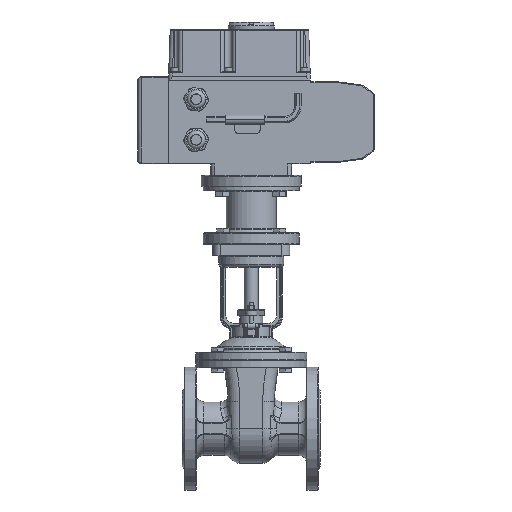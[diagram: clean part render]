
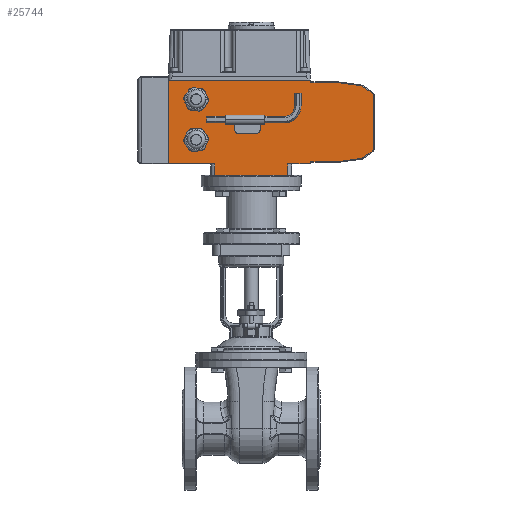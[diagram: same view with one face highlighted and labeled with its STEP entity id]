
A CAD part, left-side view. The second image highlights one B-rep face of the part: STEP entity #25744.
In plain terms, the highlighted planar face has unit normal (-1, 0, 0).
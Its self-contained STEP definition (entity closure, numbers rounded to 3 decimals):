
#2071=LINE('',#45317,#3998);
#2529=LINE('',#46512,#4456);
#2532=LINE('',#46521,#4459);
#2537=LINE('',#46545,#4464);
#2873=LINE('',#47968,#4800);
#2875=LINE('',#47976,#4802);
#2910=LINE('',#48160,#4837);
#2925=LINE('',#48207,#4852);
#3185=LINE('',#49527,#5112);
#3186=LINE('',#49531,#5113);
#3187=LINE('',#49535,#5114);
#3188=LINE('',#49539,#5115);
#3189=LINE('',#49543,#5116);
#3190=LINE('',#49547,#5117);
#3191=LINE('',#49551,#5118);
#3192=LINE('',#49554,#5119);
#3193=LINE('',#49556,#5120);
#3194=LINE('',#49557,#5121);
#3998=VECTOR('',#31265,10.);
#4456=VECTOR('',#32355,10.);
#4459=VECTOR('',#32362,10.);
#4464=VECTOR('',#32373,10.);
#4800=VECTOR('',#33105,10.);
#4802=VECTOR('',#33113,10.);
#4837=VECTOR('',#33262,10.);
#4852=VECTOR('',#33305,10.);
#5112=VECTOR('',#34403,10.);
#5113=VECTOR('',#34406,10.);
#5114=VECTOR('',#34409,10.);
#5115=VECTOR('',#34412,10.);
#5116=VECTOR('',#34415,10.);
#5117=VECTOR('',#34418,10.);
#5118=VECTOR('',#34421,10.);
#5119=VECTOR('',#34424,10.);
#5120=VECTOR('',#34425,10.);
#5121=VECTOR('',#34426,10.);
#5910=PLANE('',#28230);
#7193=FACE_OUTER_BOUND('',#8725,.T.);
#8725=EDGE_LOOP('',(#21869,#21870,#21871,#21872,#21873,#21874,#21875,#21876,
#21877,#21878,#21879,#21880,#21881,#21882,#21883,#21884,#21885,#21886,#21887,
#21888,#21889,#21890,#21891,#21892,#21893,#21894));
#9938=CIRCLE('',#28231,4.);
#9939=CIRCLE('',#28232,4.);
#9940=CIRCLE('',#28233,4.);
#9941=CIRCLE('',#28234,4.);
#9942=CIRCLE('',#28235,4.);
#9943=CIRCLE('',#28236,4.);
#9944=CIRCLE('',#28237,4.);
#9945=CIRCLE('',#28238,4.);
#10965=VERTEX_POINT('',#45315);
#10966=VERTEX_POINT('',#45316);
#11387=VERTEX_POINT('',#46511);
#11390=VERTEX_POINT('',#46519);
#11391=VERTEX_POINT('',#46520);
#11397=VERTEX_POINT('',#46544);
#11736=VERTEX_POINT('',#47967);
#11739=VERTEX_POINT('',#47974);
#11795=VERTEX_POINT('',#48158);
#11813=VERTEX_POINT('',#48205);
#12057=VERTEX_POINT('',#49524);
#12058=VERTEX_POINT('',#49526);
#12059=VERTEX_POINT('',#49528);
#12060=VERTEX_POINT('',#49530);
#12061=VERTEX_POINT('',#49532);
#12062=VERTEX_POINT('',#49534);
#12063=VERTEX_POINT('',#49536);
#12064=VERTEX_POINT('',#49538);
#12065=VERTEX_POINT('',#49540);
#12066=VERTEX_POINT('',#49542);
#12067=VERTEX_POINT('',#49544);
#12068=VERTEX_POINT('',#49546);
#12069=VERTEX_POINT('',#49548);
#12070=VERTEX_POINT('',#49550);
#12071=VERTEX_POINT('',#49553);
#12072=VERTEX_POINT('',#49555);
#13752=EDGE_CURVE('',#10965,#10966,#2071,.T.);
#14342=EDGE_CURVE('',#10965,#11387,#2529,.T.);
#14346=EDGE_CURVE('',#11390,#11391,#2532,.T.);
#14353=EDGE_CURVE('',#11387,#11397,#2537,.T.);
#14816=EDGE_CURVE('',#11391,#11736,#2873,.T.);
#14820=EDGE_CURVE('',#11739,#10966,#2875,.T.);
#14895=EDGE_CURVE('',#11795,#11739,#2910,.T.);
#14920=EDGE_CURVE('',#11736,#11813,#2925,.T.);
#15408=EDGE_CURVE('',#12057,#11390,#9938,.T.);
#15409=EDGE_CURVE('',#12058,#12057,#3185,.T.);
#15410=EDGE_CURVE('',#12059,#12058,#9939,.T.);
#15411=EDGE_CURVE('',#12060,#12059,#3186,.T.);
#15412=EDGE_CURVE('',#12061,#12060,#9940,.T.);
#15413=EDGE_CURVE('',#12062,#12061,#3187,.T.);
#15414=EDGE_CURVE('',#12063,#12062,#9941,.T.);
#15415=EDGE_CURVE('',#12064,#12063,#3188,.T.);
#15416=EDGE_CURVE('',#12065,#12064,#9942,.T.);
#15417=EDGE_CURVE('',#12066,#12065,#3189,.T.);
#15418=EDGE_CURVE('',#12067,#12066,#9943,.T.);
#15419=EDGE_CURVE('',#12068,#12067,#3190,.T.);
#15420=EDGE_CURVE('',#12069,#12068,#9944,.T.);
#15421=EDGE_CURVE('',#12070,#12069,#3191,.T.);
#15422=EDGE_CURVE('',#11397,#12070,#9945,.T.);
#15423=EDGE_CURVE('',#12071,#11795,#3192,.T.);
#15424=EDGE_CURVE('',#12072,#12071,#3193,.T.);
#15425=EDGE_CURVE('',#11813,#12072,#3194,.T.);
#21869=ORIENTED_EDGE('',*,*,#14346,.F.);
#21870=ORIENTED_EDGE('',*,*,#15408,.F.);
#21871=ORIENTED_EDGE('',*,*,#15409,.F.);
#21872=ORIENTED_EDGE('',*,*,#15410,.F.);
#21873=ORIENTED_EDGE('',*,*,#15411,.F.);
#21874=ORIENTED_EDGE('',*,*,#15412,.F.);
#21875=ORIENTED_EDGE('',*,*,#15413,.F.);
#21876=ORIENTED_EDGE('',*,*,#15414,.F.);
#21877=ORIENTED_EDGE('',*,*,#15415,.F.);
#21878=ORIENTED_EDGE('',*,*,#15416,.F.);
#21879=ORIENTED_EDGE('',*,*,#15417,.F.);
#21880=ORIENTED_EDGE('',*,*,#15418,.F.);
#21881=ORIENTED_EDGE('',*,*,#15419,.F.);
#21882=ORIENTED_EDGE('',*,*,#15420,.F.);
#21883=ORIENTED_EDGE('',*,*,#15421,.F.);
#21884=ORIENTED_EDGE('',*,*,#15422,.F.);
#21885=ORIENTED_EDGE('',*,*,#14353,.F.);
#21886=ORIENTED_EDGE('',*,*,#14342,.F.);
#21887=ORIENTED_EDGE('',*,*,#13752,.T.);
#21888=ORIENTED_EDGE('',*,*,#14820,.F.);
#21889=ORIENTED_EDGE('',*,*,#14895,.F.);
#21890=ORIENTED_EDGE('',*,*,#15423,.F.);
#21891=ORIENTED_EDGE('',*,*,#15424,.F.);
#21892=ORIENTED_EDGE('',*,*,#15425,.F.);
#21893=ORIENTED_EDGE('',*,*,#14920,.F.);
#21894=ORIENTED_EDGE('',*,*,#14816,.F.);
#25744=ADVANCED_FACE('',(#7193),#5910,.F.);
#28230=AXIS2_PLACEMENT_3D('',#49523,#34399,#34400);
#28231=AXIS2_PLACEMENT_3D('',#49525,#34401,#34402);
#28232=AXIS2_PLACEMENT_3D('',#49529,#34404,#34405);
#28233=AXIS2_PLACEMENT_3D('',#49533,#34407,#34408);
#28234=AXIS2_PLACEMENT_3D('',#49537,#34410,#34411);
#28235=AXIS2_PLACEMENT_3D('',#49541,#34413,#34414);
#28236=AXIS2_PLACEMENT_3D('',#49545,#34416,#34417);
#28237=AXIS2_PLACEMENT_3D('',#49549,#34419,#34420);
#28238=AXIS2_PLACEMENT_3D('',#49552,#34422,#34423);
#31265=DIRECTION('',(0.,-1.,0.));
#32355=DIRECTION('',(0.,0.,1.));
#32362=DIRECTION('',(0.,-1.,0.));
#32373=DIRECTION('',(0.,-1.,0.));
#33105=DIRECTION('',(0.,0.,-1.));
#33113=DIRECTION('',(0.,0.,-1.));
#33262=DIRECTION('',(0.,1.,0.));
#33305=DIRECTION('',(0.,-1.,0.));
#34399=DIRECTION('center_axis',(1.,0.,0.));
#34400=DIRECTION('ref_axis',(0.,0.,-1.));
#34401=DIRECTION('center_axis',(1.,0.,0.));
#34402=DIRECTION('ref_axis',(0.,-0.997,-0.077));
#34403=DIRECTION('',(0.,0.,-1.));
#34404=DIRECTION('center_axis',(1.,0.,0.));
#34405=DIRECTION('ref_axis',(0.,-0.998,0.068));
#34406=DIRECTION('',(0.,-0.136,-0.991));
#34407=DIRECTION('center_axis',(1.,0.,0.));
#34408=DIRECTION('ref_axis',(0.,-0.931,0.366));
#34409=DIRECTION('',(0.,-0.575,-0.818));
#34410=DIRECTION('center_axis',(1.,0.,0.));
#34411=DIRECTION('ref_axis',(0.,-0.461,0.887));
#34412=DIRECTION('',(0.,-1.,0.));
#34413=DIRECTION('center_axis',(1.,0.,0.));
#34414=DIRECTION('ref_axis',(0.,0.461,0.887));
#34415=DIRECTION('',(0.,-0.575,0.818));
#34416=DIRECTION('center_axis',(1.,0.,0.));
#34417=DIRECTION('ref_axis',(0.,0.931,0.366));
#34418=DIRECTION('',(0.,-0.136,0.991));
#34419=DIRECTION('center_axis',(1.,0.,0.));
#34420=DIRECTION('ref_axis',(0.,0.998,0.068));
#34421=DIRECTION('',(0.,0.,1.));
#34422=DIRECTION('center_axis',(1.,0.,0.));
#34423=DIRECTION('ref_axis',(0.,0.997,-0.077));
#34424=DIRECTION('',(0.,0.,-1.));
#34425=DIRECTION('',(0.,0.,-1.));
#34426=DIRECTION('',(0.,0.,-1.));
#45315=CARTESIAN_POINT('',(0.,54.,-84.));
#45316=CARTESIAN_POINT('',(0.,-54.5,-84.));
#45317=CARTESIAN_POINT('',(0.,52.5,-84.));
#46511=CARTESIAN_POINT('',(0.,54.,100.756));
#46512=CARTESIAN_POINT('',(0.,54.,-84.));
#46519=CARTESIAN_POINT('',(0.,-51.425,100.756));
#46520=CARTESIAN_POINT('',(0.,-54.5,100.756));
#46521=CARTESIAN_POINT('',(0.,26.25,100.756));
#46544=CARTESIAN_POINT('',(0.,51.425,100.756));
#46545=CARTESIAN_POINT('',(0.,26.25,100.756));
#47967=CARTESIAN_POINT('',(0.,-54.5,71.335));
#47968=CARTESIAN_POINT('',(0.,-54.5,-84.));
#47974=CARTESIAN_POINT('',(0.,-54.5,-23.665));
#47976=CARTESIAN_POINT('',(0.,-54.5,-84.));
#48158=CARTESIAN_POINT('',(0.,-69.5,-23.665));
#48160=CARTESIAN_POINT('',(0.,-27.25,-23.665));
#48205=CARTESIAN_POINT('',(0.,-69.5,71.335));
#48207=CARTESIAN_POINT('',(0.,-27.25,71.335));
#49523=CARTESIAN_POINT('Origin',(0.,0.,50.));
#49524=CARTESIAN_POINT('',(0.,-51.5,101.528));
#49525=CARTESIAN_POINT('Origin',(0.,-47.5,101.528));
#49526=CARTESIAN_POINT('',(0.,-51.5,136.657));
#49527=CARTESIAN_POINT('',(0.,-51.5,93.5));
#49528=CARTESIAN_POINT('',(0.,-51.463,137.203));
#49529=CARTESIAN_POINT('Origin',(0.,-47.5,136.657));
#49530=CARTESIAN_POINT('',(0.,-47.309,167.362));
#49531=CARTESIAN_POINT('',(0.,-54.717,113.571));
#49532=CARTESIAN_POINT('',(0.,-46.62,169.115));
#49533=CARTESIAN_POINT('Origin',(0.,-43.346,166.816));
#49534=CARTESIAN_POINT('',(0.,-38.063,181.299));
#49535=CARTESIAN_POINT('',(0.,-61.906,147.349));
#49536=CARTESIAN_POINT('',(0.,-34.789,183.));
#49537=CARTESIAN_POINT('Origin',(0.,-34.789,179.));
#49538=CARTESIAN_POINT('',(0.,34.789,183.));
#49539=CARTESIAN_POINT('',(0.,18.694,183.));
#49540=CARTESIAN_POINT('',(0.,38.063,181.299));
#49541=CARTESIAN_POINT('Origin',(0.,34.789,179.));
#49542=CARTESIAN_POINT('',(0.,46.62,169.115));
#49543=CARTESIAN_POINT('',(0.,67.28,139.698));
#49544=CARTESIAN_POINT('',(0.,47.309,167.362));
#49545=CARTESIAN_POINT('Origin',(0.,43.346,166.816));
#49546=CARTESIAN_POINT('',(0.,51.463,137.203));
#49547=CARTESIAN_POINT('',(0.,56.9,97.722));
#49548=CARTESIAN_POINT('',(0.,51.5,136.657));
#49549=CARTESIAN_POINT('Origin',(0.,47.5,136.657));
#49550=CARTESIAN_POINT('',(0.,51.5,101.528));
#49551=CARTESIAN_POINT('',(0.,51.5,-17.));
#49552=CARTESIAN_POINT('Origin',(0.,47.5,101.528));
#49553=CARTESIAN_POINT('',(0.,-69.5,-10.076));
#49554=CARTESIAN_POINT('',(0.,-69.5,76.335));
#49555=CARTESIAN_POINT('',(0.,-69.5,57.747));
#49556=CARTESIAN_POINT('',(0.,-69.5,76.335));
#49557=CARTESIAN_POINT('',(0.,-69.5,76.335));
